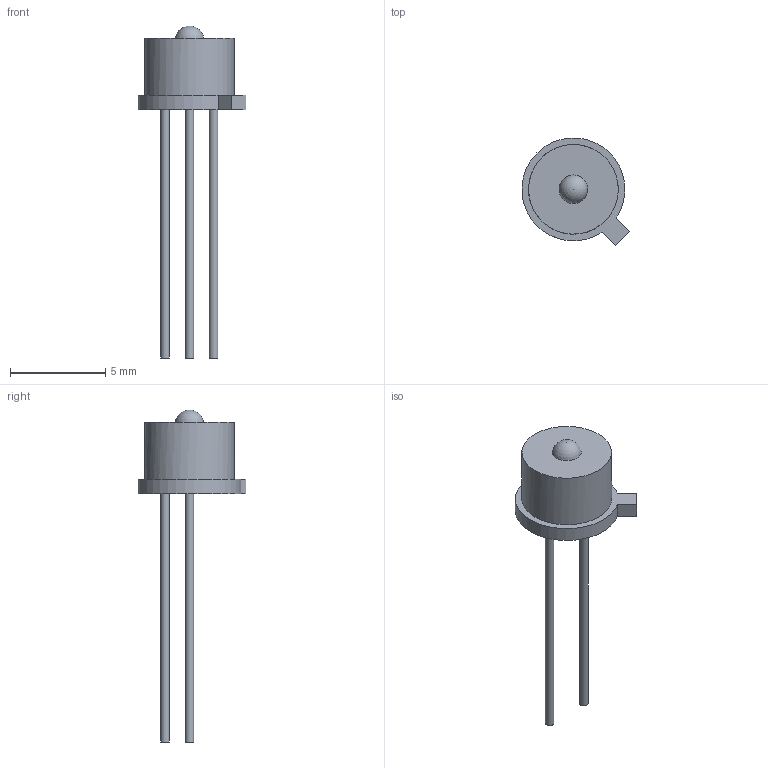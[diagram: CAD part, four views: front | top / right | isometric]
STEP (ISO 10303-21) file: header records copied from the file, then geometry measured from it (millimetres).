
FILE_DESCRIPTION(/* description */ (''),/* implementation_level */ '2;1');
FILE_NAME(/* name */ 'Hamamatsu_S5973-01.stp',/* time_stamp */ '2017-05-03T17:24:32+01:00',/* author */ ('yhlien'),/* organization */ (''),/* preprocessor_version */ 'ST-DEVELOPER v16.13',/* originating_system */ 'Autodesk Inventor 2018',/* authorisation */ '');
FILE_SCHEMA (('AUTOMOTIVE_DESIGN { 1 0 10303 214 3 1 1 }'));
Length unit declared in the file: millimetre
Products named in the file (1): Hamamatsu_S5973-01
Bounding box: 5.65 x 5.65 x 17.4 mm (x, y, z)
Volume: 30.3 mm3; surface area: 237.2 mm2
Topology: 1 solids, 2 shells, 21 faces, 40 edges, 28 vertices
Faces by surface type: plane 12, cylinder 6, sphere 3
Full cylindrical faces by diameter (mm): 0.45 x3, 4.5 x1, 4.7 x1
Entity records: 496 total; most frequent: DIRECTION 86, CARTESIAN_POINT 70, ORIENTED_EDGE 52, AXIS2_PLACEMENT_3D 38, EDGE_LOOP 34, EDGE_CURVE 26, VERTEX_POINT 22, FACE_OUTER_BOUND 21
